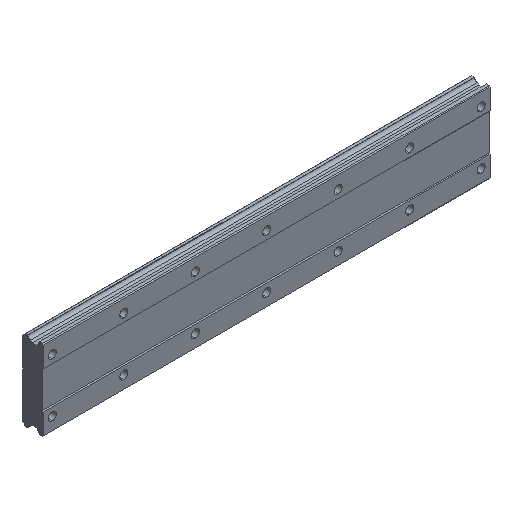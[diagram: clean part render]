
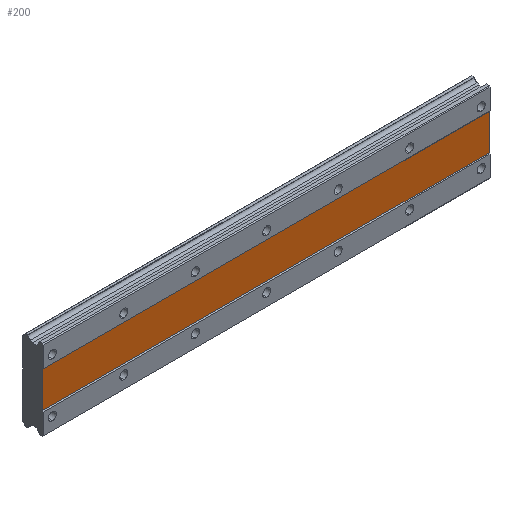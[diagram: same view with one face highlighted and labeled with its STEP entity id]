
A CAD part, isometric view. The second image highlights one B-rep face of the part: STEP entity #200.
In plain terms, the highlighted planar face has unit normal (0, -1, 0).
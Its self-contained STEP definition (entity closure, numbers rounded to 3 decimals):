
#5 = DIRECTION ( 'NONE',  ( -1., 0., 0. ) ) ;
#166 = VECTOR ( 'NONE', #441, 1000. ) ;
#200 = ADVANCED_FACE ( 'NONE', ( #3180 ), #341, .F. ) ;
#281 = ORIENTED_EDGE ( 'NONE', *, *, #3231, .F. ) ;
#341 = PLANE ( 'NONE',  #2054 ) ;
#416 = EDGE_CURVE ( 'NONE', #1588, #823, #1536, .T. ) ;
#441 = DIRECTION ( 'NONE',  ( 0., 0., 1. ) ) ;
#573 = VERTEX_POINT ( 'NONE', #2635 ) ;
#604 = DIRECTION ( 'NONE',  ( 0., 0., 1. ) ) ;
#823 = VERTEX_POINT ( 'NONE', #2817 ) ;
#899 = EDGE_LOOP ( 'NONE', ( #281, #1492, #1369, #2275 ) ) ;
#994 = CARTESIAN_POINT ( 'NONE',  ( -10., 1., 20. ) ) ;
#995 = CARTESIAN_POINT ( 'NONE',  ( -10., 1., -20. ) ) ;
#1276 = LINE ( 'NONE', #3027, #2629 ) ;
#1283 = DIRECTION ( 'NONE',  ( 1., 0., 0. ) ) ;
#1369 = ORIENTED_EDGE ( 'NONE', *, *, #416, .F. ) ;
#1492 = ORIENTED_EDGE ( 'NONE', *, *, #1766, .F. ) ;
#1536 = LINE ( 'NONE', #2565, #1728 ) ;
#1588 = VERTEX_POINT ( 'NONE', #994 ) ;
#1621 = LINE ( 'NONE', #2142, #1738 ) ;
#1728 = VECTOR ( 'NONE', #1283, 1000. ) ;
#1738 = VECTOR ( 'NONE', #2393, 1000. ) ;
#1766 = EDGE_CURVE ( 'NONE', #823, #573, #1621, .T. ) ;
#1768 = CARTESIAN_POINT ( 'NONE',  ( -10., 1., 20. ) ) ;
#1916 = CARTESIAN_POINT ( 'NONE',  ( 490., 1., 20. ) ) ;
#2042 = EDGE_CURVE ( 'NONE', #2416, #1588, #3044, .T. ) ;
#2054 = AXIS2_PLACEMENT_3D ( 'NONE', #1916, #2926, #604 ) ;
#2142 = CARTESIAN_POINT ( 'NONE',  ( 490., 1., 20. ) ) ;
#2275 = ORIENTED_EDGE ( 'NONE', *, *, #2042, .F. ) ;
#2393 = DIRECTION ( 'NONE',  ( 0., 0., -1. ) ) ;
#2416 = VERTEX_POINT ( 'NONE', #995 ) ;
#2565 = CARTESIAN_POINT ( 'NONE',  ( 490., 1., 20. ) ) ;
#2629 = VECTOR ( 'NONE', #5, 1000. ) ;
#2635 = CARTESIAN_POINT ( 'NONE',  ( 490., 1., -20. ) ) ;
#2817 = CARTESIAN_POINT ( 'NONE',  ( 490., 1., 20. ) ) ;
#2926 = DIRECTION ( 'NONE',  ( 0., 1., 0. ) ) ;
#3027 = CARTESIAN_POINT ( 'NONE',  ( 490., 1., -20. ) ) ;
#3044 = LINE ( 'NONE', #1768, #166 ) ;
#3180 = FACE_OUTER_BOUND ( 'NONE', #899, .T. ) ;
#3231 = EDGE_CURVE ( 'NONE', #573, #2416, #1276, .T. ) ;
